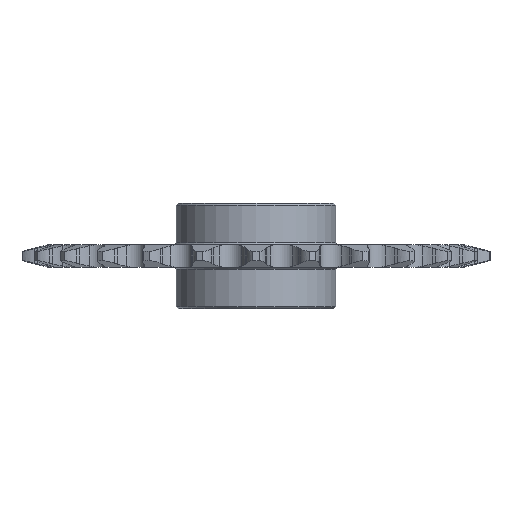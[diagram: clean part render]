
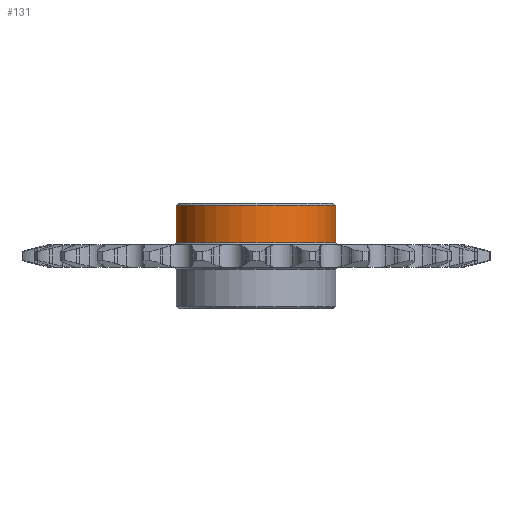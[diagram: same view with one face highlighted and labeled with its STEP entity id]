
A CAD part, front view. The second image highlights one B-rep face of the part: STEP entity #131.
In plain terms, the highlighted cylindrical face has radius 9.525 mm (diameter 19.05 mm), a partial arc.
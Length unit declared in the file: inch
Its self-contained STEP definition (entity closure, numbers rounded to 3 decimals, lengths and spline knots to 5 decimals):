
#131 = ADVANCED_FACE ( 'NONE', ( #11161 ), #17569, .T. ) ;
#252 = CARTESIAN_POINT ( 'NONE',  ( 0., 0., 0.2475 ) ) ;
#375 = ORIENTED_EDGE ( 'NONE', *, *, #9474, .T. ) ;
#732 = CARTESIAN_POINT ( 'NONE',  ( -0.375, 0., 0.0625 ) ) ;
#1714 = DIRECTION ( 'NONE',  ( 0., 0., -1. ) ) ;
#1763 = DIRECTION ( 'NONE',  ( 1., 0., 0. ) ) ;
#2115 = DIRECTION ( 'NONE',  ( 0., 0., -1. ) ) ;
#2885 = ORIENTED_EDGE ( 'NONE', *, *, #20531, .F. ) ;
#3259 = VERTEX_POINT ( 'NONE', #732 ) ;
#3492 = VERTEX_POINT ( 'NONE', #14395 ) ;
#4294 = ORIENTED_EDGE ( 'NONE', *, *, #10105, .T. ) ;
#4302 = CARTESIAN_POINT ( 'NONE',  ( 0.375, 0., 0.0625 ) ) ;
#5009 = CARTESIAN_POINT ( 'NONE',  ( -0.375, 0., 0.2475 ) ) ;
#5431 = DIRECTION ( 'NONE',  ( 1., 0., 0. ) ) ;
#5548 = AXIS2_PLACEMENT_3D ( 'NONE', #252, #1714, #16014 ) ;
#5639 = CIRCLE ( 'NONE', #16063, 0.375 ) ;
#6392 = DIRECTION ( 'NONE',  ( 0., 0., -1. ) ) ;
#6515 = VERTEX_POINT ( 'NONE', #15833 ) ;
#6856 = LINE ( 'NONE', #13264, #15980 ) ;
#6923 = DIRECTION ( 'NONE',  ( 0., 0., 1. ) ) ;
#7003 = ORIENTED_EDGE ( 'NONE', *, *, #11466, .T. ) ;
#9474 = EDGE_CURVE ( 'NONE', #3492, #3259, #14791, .T. ) ;
#9812 = VERTEX_POINT ( 'NONE', #4302 ) ;
#10105 = EDGE_CURVE ( 'NONE', #3259, #9812, #5639, .T. ) ;
#11161 = FACE_OUTER_BOUND ( 'NONE', #20099, .T. ) ;
#11466 = EDGE_CURVE ( 'NONE', #6515, #3492, #14754, .T. ) ;
#11542 = CARTESIAN_POINT ( 'NONE',  ( 0., 0., 0.0625 ) ) ;
#12842 = VECTOR ( 'NONE', #13305, 39.37008 ) ;
#13264 = CARTESIAN_POINT ( 'NONE',  ( 0.375, 0., 0.2475 ) ) ;
#13305 = DIRECTION ( 'NONE',  ( 0., 0., -1. ) ) ;
#14393 = CARTESIAN_POINT ( 'NONE',  ( 0., 0., 0.2375 ) ) ;
#14395 = CARTESIAN_POINT ( 'NONE',  ( -0.375, 0., 0.2375 ) ) ;
#14754 = CIRCLE ( 'NONE', #17415, 0.375 ) ;
#14791 = LINE ( 'NONE', #5009, #12842 ) ;
#15833 = CARTESIAN_POINT ( 'NONE',  ( 0.375, 0., 0.2375 ) ) ;
#15980 = VECTOR ( 'NONE', #2115, 39.37008 ) ;
#16014 = DIRECTION ( 'NONE',  ( -1., 0., 0. ) ) ;
#16063 = AXIS2_PLACEMENT_3D ( 'NONE', #11542, #6923, #5431 ) ;
#17415 = AXIS2_PLACEMENT_3D ( 'NONE', #14393, #6392, #1763 ) ;
#17569 = CYLINDRICAL_SURFACE ( 'NONE', #5548, 0.375 ) ;
#20099 = EDGE_LOOP ( 'NONE', ( #2885, #7003, #375, #4294 ) ) ;
#20531 = EDGE_CURVE ( 'NONE', #6515, #9812, #6856, .T. ) ;
